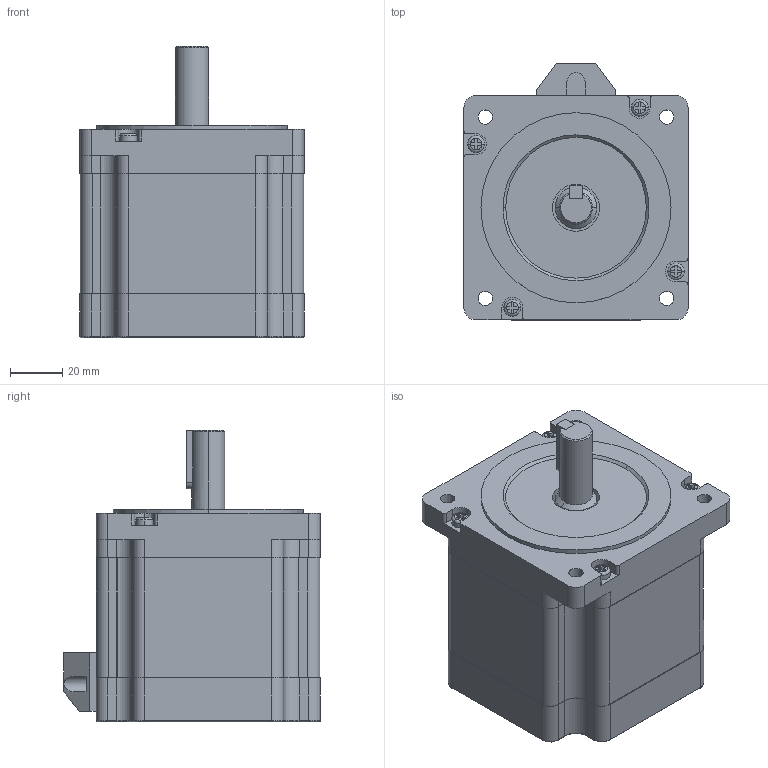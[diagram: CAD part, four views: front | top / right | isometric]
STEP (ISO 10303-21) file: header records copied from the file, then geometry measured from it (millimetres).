
FILE_DESCRIPTION(/* description */ ('Alibre Inc.'),/* implementation_level */ '2;1');
FILE_NAME(/* name */ 'export-5F43DB83-FED5-46AB-8291-54EB6AB0F8FB',/* time_stamp */ '2025-10-21T13:41:39+02:00',/* author */ (''),/* organization */ (''),/* preprocessor_version */ 'ST-DEVELOPER v17',/* originating_system */ 'Alibre',/* authorisation */ '');
FILE_SCHEMA (('AUTOMOTIVE_DESIGN'));
Length unit declared in the file: millimetre
Products named in the file (1): 86CM45
Bounding box: 86 x 98.35 x 112 mm (x, y, z)
Volume: 546452.5 mm3; surface area: 45575.9 mm2
Topology: 1 solids, 1 shells, 309 faces, 796 edges, 501 vertices
Faces by surface type: plane 144, cylinder 130, torus 28, cone 7
Entity records: 9269 total; most frequent: CARTESIAN_POINT 1642, ORIENTED_EDGE 1576, DIRECTION 1545, EDGE_CURVE 788, AXIS2_PLACEMENT_3D 628, VERTEX_POINT 497, VECTOR 461, LINE 461
